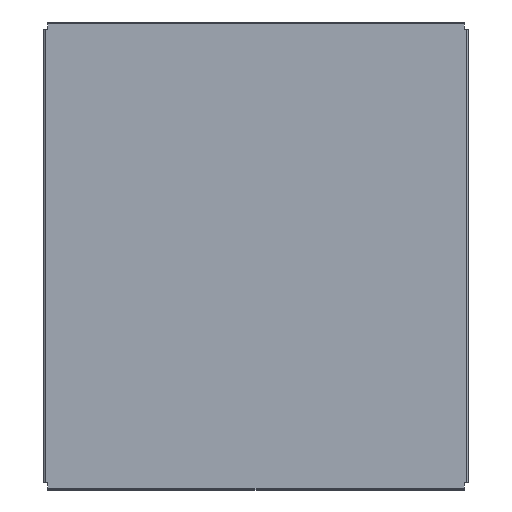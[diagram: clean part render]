
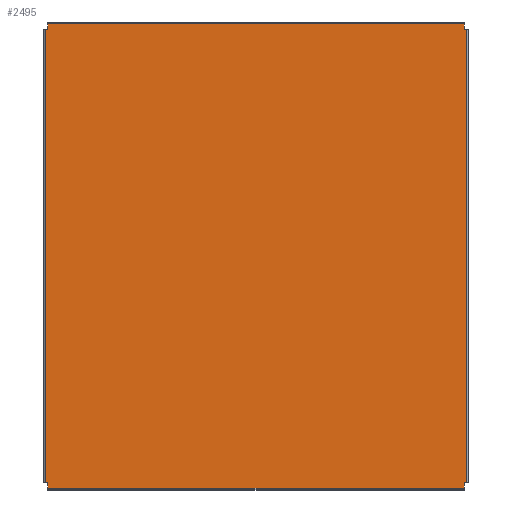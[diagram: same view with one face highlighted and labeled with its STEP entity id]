
A CAD part, top view. The second image highlights one B-rep face of the part: STEP entity #2495.
In plain terms, the highlighted planar face has unit normal (0, 0, 1).
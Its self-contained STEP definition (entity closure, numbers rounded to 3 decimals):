
#69 = LINE ( 'NONE', #2241, #76 ) ;
#73 = LINE ( 'NONE', #2242, #78 ) ;
#75 = LINE ( 'NONE', #2233, #80 ) ;
#76 = VECTOR ( 'NONE', #2232, 1000. ) ;
#77 = LINE ( 'NONE', #2231, #86 ) ;
#78 = VECTOR ( 'NONE', #2230, 1000. ) ;
#79 = LINE ( 'NONE', #2224, #82 ) ;
#80 = VECTOR ( 'NONE', #2228, 1000. ) ;
#81 = LINE ( 'NONE', #2221, #84 ) ;
#82 = VECTOR ( 'NONE', #2222, 1000. ) ;
#83 = LINE ( 'NONE', #2229, #90 ) ;
#84 = VECTOR ( 'NONE', #2218, 1000. ) ;
#85 = LINE ( 'NONE', #2215, #88 ) ;
#86 = VECTOR ( 'NONE', #2216, 1000. ) ;
#87 = LINE ( 'NONE', #2220, #98 ) ;
#88 = VECTOR ( 'NONE', #2213, 1000. ) ;
#89 = LINE ( 'NONE', #2209, #92 ) ;
#90 = VECTOR ( 'NONE', #2212, 1000. ) ;
#91 = LINE ( 'NONE', #2207, #94 ) ;
#92 = VECTOR ( 'NONE', #2208, 1000. ) ;
#93 = LINE ( 'NONE', #2205, #96 ) ;
#94 = VECTOR ( 'NONE', #2206, 1000. ) ;
#96 = VECTOR ( 'NONE', #2203, 1000. ) ;
#98 = VECTOR ( 'NONE', #2202, 1000. ) ;
#411 = FACE_OUTER_BOUND ( 'NONE', #1181, .T. ) ;
#654 = CARTESIAN_POINT ( 'NONE',  ( 346., -372.5, 2. ) ) ;
#678 = CARTESIAN_POINT ( 'NONE',  ( -342., -372.5, 2. ) ) ;
#694 = CARTESIAN_POINT ( 'NONE',  ( -342., -381.5, 2. ) ) ;
#766 = CARTESIAN_POINT ( 'NONE',  ( 342., -372.5, 2. ) ) ;
#773 = CARTESIAN_POINT ( 'NONE',  ( -346., 372.5, 2. ) ) ;
#797 = CARTESIAN_POINT ( 'NONE',  ( 342., -381.5, 2. ) ) ;
#805 = CARTESIAN_POINT ( 'NONE',  ( 342., 381.5, 2. ) ) ;
#819 = CARTESIAN_POINT ( 'NONE',  ( -346., -372.5, 2. ) ) ;
#904 = ORIENTED_EDGE ( 'NONE', *, *, #1454, .T. ) ;
#930 = VERTEX_POINT ( 'NONE', #1902 ) ;
#942 = ORIENTED_EDGE ( 'NONE', *, *, #1453, .F. ) ;
#968 = VERTEX_POINT ( 'NONE', #1888 ) ;
#969 = VERTEX_POINT ( 'NONE', #1878 ) ;
#979 = ORIENTED_EDGE ( 'NONE', *, *, #1464, .T. ) ;
#1006 = VERTEX_POINT ( 'NONE', #1904 ) ;
#1007 = VERTEX_POINT ( 'NONE', #773 ) ;
#1017 = ORIENTED_EDGE ( 'NONE', *, *, #1463, .F. ) ;
#1044 = VERTEX_POINT ( 'NONE', #766 ) ;
#1056 = ORIENTED_EDGE ( 'NONE', *, *, #1461, .T. ) ;
#1094 = ORIENTED_EDGE ( 'NONE', *, *, #1460, .T. ) ;
#1121 = VERTEX_POINT ( 'NONE', #694 ) ;
#1132 = ORIENTED_EDGE ( 'NONE', *, *, #1459, .F. ) ;
#1159 = VERTEX_POINT ( 'NONE', #678 ) ;
#1170 = ORIENTED_EDGE ( 'NONE', *, *, #1458, .T. ) ;
#1181 = EDGE_LOOP ( 'NONE', ( #942, #904, #1284, #1246, #1208, #1170, #1132, #1094, #1056, #1322, #1017, #979 ) ) ;
#1197 = VERTEX_POINT ( 'NONE', #819 ) ;
#1208 = ORIENTED_EDGE ( 'NONE', *, *, #1457, .F. ) ;
#1235 = VERTEX_POINT ( 'NONE', #654 ) ;
#1246 = ORIENTED_EDGE ( 'NONE', *, *, #1456, .T. ) ;
#1273 = VERTEX_POINT ( 'NONE', #797 ) ;
#1284 = ORIENTED_EDGE ( 'NONE', *, *, #1455, .T. ) ;
#1310 = VERTEX_POINT ( 'NONE', #805 ) ;
#1322 = ORIENTED_EDGE ( 'NONE', *, *, #1462, .T. ) ;
#1453 = EDGE_CURVE ( 'NONE', #1007, #969, #69, .T. ) ;
#1454 = EDGE_CURVE ( 'NONE', #1007, #1197, #73, .T. ) ;
#1455 = EDGE_CURVE ( 'NONE', #1197, #1159, #75, .T. ) ;
#1456 = EDGE_CURVE ( 'NONE', #1159, #1121, #79, .T. ) ;
#1457 = EDGE_CURVE ( 'NONE', #1273, #1121, #81, .T. ) ;
#1458 = EDGE_CURVE ( 'NONE', #1273, #1044, #77, .T. ) ;
#1459 = EDGE_CURVE ( 'NONE', #1235, #1044, #85, .T. ) ;
#1460 = EDGE_CURVE ( 'NONE', #1235, #968, #83, .T. ) ;
#1461 = EDGE_CURVE ( 'NONE', #968, #930, #89, .T. ) ;
#1462 = EDGE_CURVE ( 'NONE', #930, #1310, #91, .T. ) ;
#1463 = EDGE_CURVE ( 'NONE', #1006, #1310, #93, .T. ) ;
#1464 = EDGE_CURVE ( 'NONE', #1006, #969, #87, .T. ) ;
#1797 = AXIS2_PLACEMENT_3D ( 'NONE', #2020, #2015, #2014 ) ;
#1878 = CARTESIAN_POINT ( 'NONE',  ( -342., 372.5, 2. ) ) ;
#1888 = CARTESIAN_POINT ( 'NONE',  ( 346., 372.5, 2. ) ) ;
#1902 = CARTESIAN_POINT ( 'NONE',  ( 342., 372.5, 2. ) ) ;
#1904 = CARTESIAN_POINT ( 'NONE',  ( -342., 381.5, 2. ) ) ;
#2008 = PLANE ( 'NONE',  #1797 ) ;
#2014 = DIRECTION ( 'NONE',  ( 1., 0., 0. ) ) ;
#2015 = DIRECTION ( 'NONE',  ( 0., 0., 1. ) ) ;
#2020 = CARTESIAN_POINT ( 'NONE',  ( -342., -382.5, 2. ) ) ;
#2202 = DIRECTION ( 'NONE',  ( 0., -1., 0. ) ) ;
#2203 = DIRECTION ( 'NONE',  ( 1., 0., 0. ) ) ;
#2205 = CARTESIAN_POINT ( 'NONE',  ( -342., 381.5, 2. ) ) ;
#2206 = DIRECTION ( 'NONE',  ( 0., 1., 0. ) ) ;
#2207 = CARTESIAN_POINT ( 'NONE',  ( 342., 382.5, 2. ) ) ;
#2208 = DIRECTION ( 'NONE',  ( -1., 0., 0. ) ) ;
#2209 = CARTESIAN_POINT ( 'NONE',  ( 347., 372.5, 2. ) ) ;
#2212 = DIRECTION ( 'NONE',  ( 0., 1., 0. ) ) ;
#2213 = DIRECTION ( 'NONE',  ( -1., 0., 0. ) ) ;
#2215 = CARTESIAN_POINT ( 'NONE',  ( 347., -372.5, 2. ) ) ;
#2216 = DIRECTION ( 'NONE',  ( 0., 1., 0. ) ) ;
#2218 = DIRECTION ( 'NONE',  ( -1., 0., 0. ) ) ;
#2220 = CARTESIAN_POINT ( 'NONE',  ( -342., 382.5, 2. ) ) ;
#2221 = CARTESIAN_POINT ( 'NONE',  ( 342., -381.5, 2. ) ) ;
#2222 = DIRECTION ( 'NONE',  ( 0., -1., 0. ) ) ;
#2224 = CARTESIAN_POINT ( 'NONE',  ( -342., 382.5, 2. ) ) ;
#2228 = DIRECTION ( 'NONE',  ( 1., 0., 0. ) ) ;
#2229 = CARTESIAN_POINT ( 'NONE',  ( 346., -372.5, 2. ) ) ;
#2230 = DIRECTION ( 'NONE',  ( 0., -1., 0. ) ) ;
#2231 = CARTESIAN_POINT ( 'NONE',  ( 342., 382.5, 2. ) ) ;
#2232 = DIRECTION ( 'NONE',  ( 1., 0., 0. ) ) ;
#2233 = CARTESIAN_POINT ( 'NONE',  ( -347., -372.5, 2. ) ) ;
#2241 = CARTESIAN_POINT ( 'NONE',  ( -347., 372.5, 2. ) ) ;
#2242 = CARTESIAN_POINT ( 'NONE',  ( -346., 372.5, 2. ) ) ;
#2495 = ADVANCED_FACE ( 'NONE', ( #411 ), #2008, .T. ) ;
